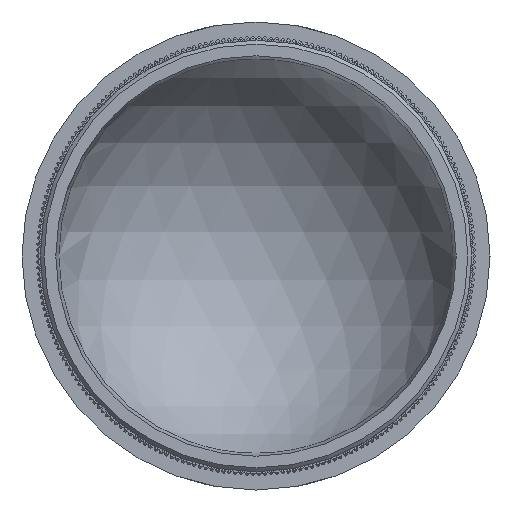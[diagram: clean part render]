
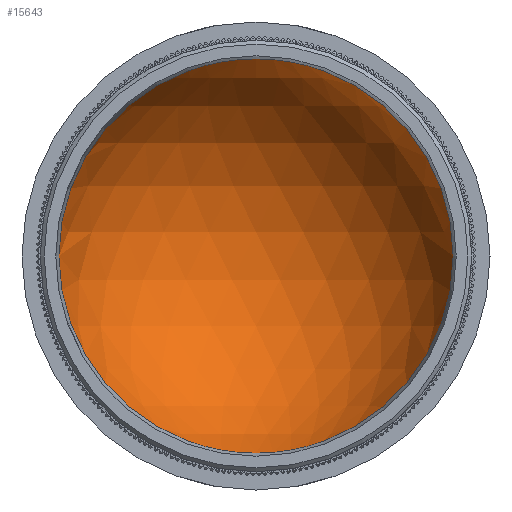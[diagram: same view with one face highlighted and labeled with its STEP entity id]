
A CAD part, front view. The second image highlights one B-rep face of the part: STEP entity #15643.
In plain terms, the highlighted spherical face has radius 26.45 mm.
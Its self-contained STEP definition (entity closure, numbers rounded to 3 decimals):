
#1698 = AXIS2_PLACEMENT_3D ( 'NONE', #12795, #43573, #5040 ) ;
#4831 = EDGE_LOOP ( 'NONE', ( #32786 ) ) ;
#5040 = DIRECTION ( 'NONE',  ( -1., 0., 0. ) ) ;
#5914 = SPHERICAL_SURFACE ( 'NONE', #1698, 26.45 ) ;
#12726 = CIRCLE ( 'NONE', #42506, 25.405 ) ;
#12795 = CARTESIAN_POINT ( 'NONE',  ( 0., 16., 0. ) ) ;
#15643 = ADVANCED_FACE ( 'NONE', ( #47171 ), #5914, .F. ) ;
#22551 = CARTESIAN_POINT ( 'NONE',  ( 0., 23.362, 0. ) ) ;
#29896 = DIRECTION ( 'NONE',  ( 0., -1., 0. ) ) ;
#31834 = EDGE_CURVE ( 'NONE', #45373, #45373, #12726, .T. ) ;
#32786 = ORIENTED_EDGE ( 'NONE', *, *, #31834, .T. ) ;
#34361 = DIRECTION ( 'NONE',  ( 1., 0., 0. ) ) ;
#40825 = CARTESIAN_POINT ( 'NONE',  ( 25.405, 23.362, 0. ) ) ;
#42506 = AXIS2_PLACEMENT_3D ( 'NONE', #22551, #29896, #34361 ) ;
#43573 = DIRECTION ( 'NONE',  ( 0., 0., -1. ) ) ;
#45373 = VERTEX_POINT ( 'NONE', #40825 ) ;
#47171 = FACE_OUTER_BOUND ( 'NONE', #4831, .T. ) ;
